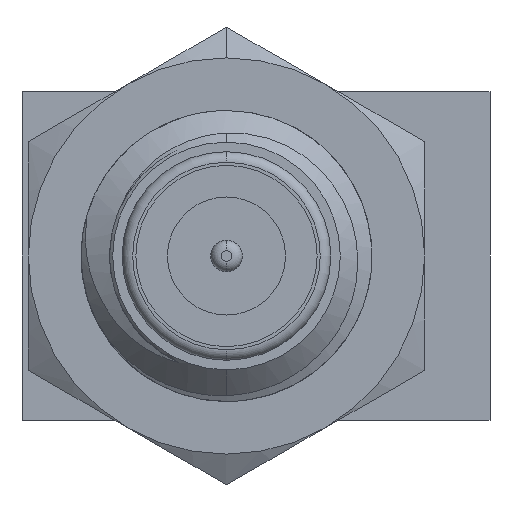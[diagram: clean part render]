
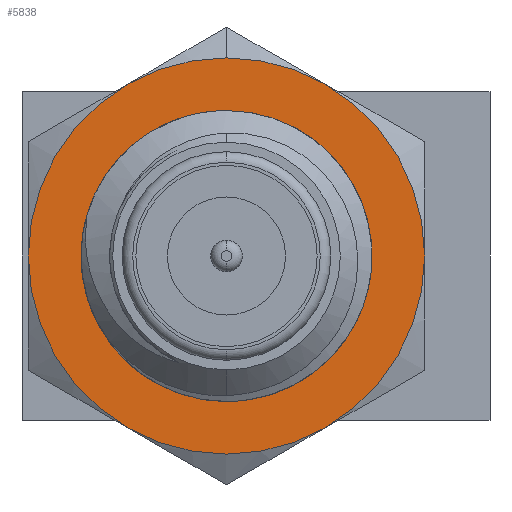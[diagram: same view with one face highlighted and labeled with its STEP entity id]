
A CAD part, left-side view. The second image highlights one B-rep face of the part: STEP entity #5838.
In plain terms, the highlighted planar face has unit normal (-1, 0, 0).
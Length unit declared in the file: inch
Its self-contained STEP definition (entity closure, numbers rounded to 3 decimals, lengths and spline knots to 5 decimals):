
#28 = VERTEX_POINT ( 'NONE', #3948 ) ;
#167 = ORIENTED_EDGE ( 'NONE', *, *, #6598, .T. ) ;
#334 = PLANE ( 'NONE',  #4016 ) ;
#356 = CIRCLE ( 'NONE', #2567, 0.094 ) ;
#782 = EDGE_CURVE ( 'NONE', #1020, #6955, #6533, .T. ) ;
#784 = VERTEX_POINT ( 'NONE', #879 ) ;
#854 = CARTESIAN_POINT ( 'NONE',  ( 0.286, -0.094, -0.05427 ) ) ;
#874 = CIRCLE ( 'NONE', #3635, 0.069 ) ;
#879 = CARTESIAN_POINT ( 'NONE',  ( 0.286, 0., -0.069 ) ) ;
#882 = DIRECTION ( 'NONE',  ( -1., 0., 0. ) ) ;
#902 = AXIS2_PLACEMENT_3D ( 'NONE', #5425, #3821, #1145 ) ;
#969 = CARTESIAN_POINT ( 'NONE',  ( 0.286, 0., 0. ) ) ;
#1020 = VERTEX_POINT ( 'NONE', #4747 ) ;
#1041 = FACE_BOUND ( 'NONE', #4342, .T. ) ;
#1064 = CARTESIAN_POINT ( 'NONE',  ( 0.286, 0., 0.094 ) ) ;
#1123 = ORIENTED_EDGE ( 'NONE', *, *, #5852, .T. ) ;
#1138 = AXIS2_PLACEMENT_3D ( 'NONE', #4669, #5215, #2523 ) ;
#1145 = DIRECTION ( 'NONE',  ( 0., 0., 1. ) ) ;
#1184 = DIRECTION ( 'NONE',  ( -1., 0., 0. ) ) ;
#1217 = CIRCLE ( 'NONE', #5195, 0.094 ) ;
#1334 = DIRECTION ( 'NONE',  ( 0., 0., 1. ) ) ;
#1370 = DIRECTION ( 'NONE',  ( 0., 0., 1. ) ) ;
#1553 = CIRCLE ( 'NONE', #3186, 0.069 ) ;
#1628 = ORIENTED_EDGE ( 'NONE', *, *, #6147, .T. ) ;
#1654 = DIRECTION ( 'NONE',  ( -1., 0., 0. ) ) ;
#1684 = ORIENTED_EDGE ( 'NONE', *, *, #782, .T. ) ;
#1695 = CARTESIAN_POINT ( 'NONE',  ( 0.286, 0.047, 0.08141 ) ) ;
#1818 = VERTEX_POINT ( 'NONE', #4648 ) ;
#1937 = AXIS2_PLACEMENT_3D ( 'NONE', #969, #3670, #5869 ) ;
#1990 = DIRECTION ( 'NONE',  ( 0., 0., 1. ) ) ;
#2013 = CARTESIAN_POINT ( 'NONE',  ( 0.286, 0.094, 0. ) ) ;
#2184 = CARTESIAN_POINT ( 'NONE',  ( 0.286, 0., 0. ) ) ;
#2510 = CARTESIAN_POINT ( 'NONE',  ( 0.286, 0., 0. ) ) ;
#2523 = DIRECTION ( 'NONE',  ( 0., 0., 1. ) ) ;
#2567 = AXIS2_PLACEMENT_3D ( 'NONE', #4408, #1184, #3343 ) ;
#2607 = EDGE_CURVE ( 'NONE', #784, #6291, #3738, .T. ) ;
#3186 = AXIS2_PLACEMENT_3D ( 'NONE', #3604, #3580, #1334 ) ;
#3343 = DIRECTION ( 'NONE',  ( 0., 0., 1. ) ) ;
#3349 = DIRECTION ( 'NONE',  ( -1., 0., 0. ) ) ;
#3370 = CARTESIAN_POINT ( 'NONE',  ( 0.286, 0., 0. ) ) ;
#3455 = AXIS2_PLACEMENT_3D ( 'NONE', #4076, #5734, #1370 ) ;
#3516 = CIRCLE ( 'NONE', #1138, 0.094 ) ;
#3580 = DIRECTION ( 'NONE',  ( -1., 0., 0. ) ) ;
#3604 = CARTESIAN_POINT ( 'NONE',  ( 0.286, 0., 0. ) ) ;
#3635 = AXIS2_PLACEMENT_3D ( 'NONE', #3370, #3349, #3894 ) ;
#3670 = DIRECTION ( 'NONE',  ( -1., 0., 0. ) ) ;
#3738 = CIRCLE ( 'NONE', #4314, 0.069 ) ;
#3821 = DIRECTION ( 'NONE',  ( -1., 0., 0. ) ) ;
#3894 = DIRECTION ( 'NONE',  ( 0., 0., 1. ) ) ;
#3948 = CARTESIAN_POINT ( 'NONE',  ( 0.286, 0.047, -0.08141 ) ) ;
#4016 = AXIS2_PLACEMENT_3D ( 'NONE', #854, #882, #5751 ) ;
#4027 = EDGE_CURVE ( 'NONE', #6716, #5658, #5599, .T. ) ;
#4076 = CARTESIAN_POINT ( 'NONE',  ( 0.286, 0., 0. ) ) ;
#4096 = VERTEX_POINT ( 'NONE', #6017 ) ;
#4314 = AXIS2_PLACEMENT_3D ( 'NONE', #2184, #1654, #5436 ) ;
#4342 = EDGE_LOOP ( 'NONE', ( #5668, #5583, #4951 ) ) ;
#4408 = CARTESIAN_POINT ( 'NONE',  ( 0.286, 0., 0. ) ) ;
#4607 = EDGE_CURVE ( 'NONE', #1818, #784, #1553, .T. ) ;
#4648 = CARTESIAN_POINT ( 'NONE',  ( 0.286, 0., 0.069 ) ) ;
#4669 = CARTESIAN_POINT ( 'NONE',  ( 0.286, 0., 0. ) ) ;
#4747 = CARTESIAN_POINT ( 'NONE',  ( 0.286, -0.094, 0. ) ) ;
#4836 = EDGE_CURVE ( 'NONE', #6955, #6030, #3516, .T. ) ;
#4931 = ORIENTED_EDGE ( 'NONE', *, *, #4027, .T. ) ;
#4951 = ORIENTED_EDGE ( 'NONE', *, *, #4607, .F. ) ;
#5152 = EDGE_CURVE ( 'NONE', #28, #4096, #5533, .T. ) ;
#5170 = ORIENTED_EDGE ( 'NONE', *, *, #5152, .T. ) ;
#5195 = AXIS2_PLACEMENT_3D ( 'NONE', #5977, #6538, #5997 ) ;
#5215 = DIRECTION ( 'NONE',  ( -1., 0., 0. ) ) ;
#5410 = EDGE_CURVE ( 'NONE', #6291, #1818, #874, .T. ) ;
#5425 = CARTESIAN_POINT ( 'NONE',  ( 0.286, 0., 0. ) ) ;
#5436 = DIRECTION ( 'NONE',  ( 0., 0., 1. ) ) ;
#5533 = CIRCLE ( 'NONE', #3455, 0.094 ) ;
#5583 = ORIENTED_EDGE ( 'NONE', *, *, #2607, .F. ) ;
#5599 = CIRCLE ( 'NONE', #902, 0.094 ) ;
#5658 = VERTEX_POINT ( 'NONE', #2013 ) ;
#5668 = ORIENTED_EDGE ( 'NONE', *, *, #5410, .F. ) ;
#5734 = DIRECTION ( 'NONE',  ( -1., 0., 0. ) ) ;
#5751 = DIRECTION ( 'NONE',  ( 0., 0., 1. ) ) ;
#5838 = ADVANCED_FACE ( 'NONE', ( #1041, #6128 ), #334, .T. ) ;
#5852 = EDGE_CURVE ( 'NONE', #5658, #28, #6903, .T. ) ;
#5869 = DIRECTION ( 'NONE',  ( 0., 0., 1. ) ) ;
#5977 = CARTESIAN_POINT ( 'NONE',  ( 0.286, 0., 0. ) ) ;
#5997 = DIRECTION ( 'NONE',  ( 0., 0., 1. ) ) ;
#6017 = CARTESIAN_POINT ( 'NONE',  ( 0.286, -0.047, -0.08141 ) ) ;
#6030 = VERTEX_POINT ( 'NONE', #1064 ) ;
#6118 = ORIENTED_EDGE ( 'NONE', *, *, #4836, .T. ) ;
#6128 = FACE_OUTER_BOUND ( 'NONE', #6130, .T. ) ;
#6130 = EDGE_LOOP ( 'NONE', ( #6118, #167, #4931, #1123, #5170, #1628, #1684 ) ) ;
#6147 = EDGE_CURVE ( 'NONE', #4096, #1020, #356, .T. ) ;
#6267 = CARTESIAN_POINT ( 'NONE',  ( 0.286, -0.047, 0.08141 ) ) ;
#6287 = DIRECTION ( 'NONE',  ( -1., 0., 0. ) ) ;
#6291 = VERTEX_POINT ( 'NONE', #6874 ) ;
#6407 = AXIS2_PLACEMENT_3D ( 'NONE', #2510, #6287, #1990 ) ;
#6533 = CIRCLE ( 'NONE', #6407, 0.094 ) ;
#6538 = DIRECTION ( 'NONE',  ( -1., 0., 0. ) ) ;
#6598 = EDGE_CURVE ( 'NONE', #6030, #6716, #1217, .T. ) ;
#6716 = VERTEX_POINT ( 'NONE', #1695 ) ;
#6874 = CARTESIAN_POINT ( 'NONE',  ( 0.286, -0.04834, -0.04923 ) ) ;
#6903 = CIRCLE ( 'NONE', #1937, 0.094 ) ;
#6955 = VERTEX_POINT ( 'NONE', #6267 ) ;
